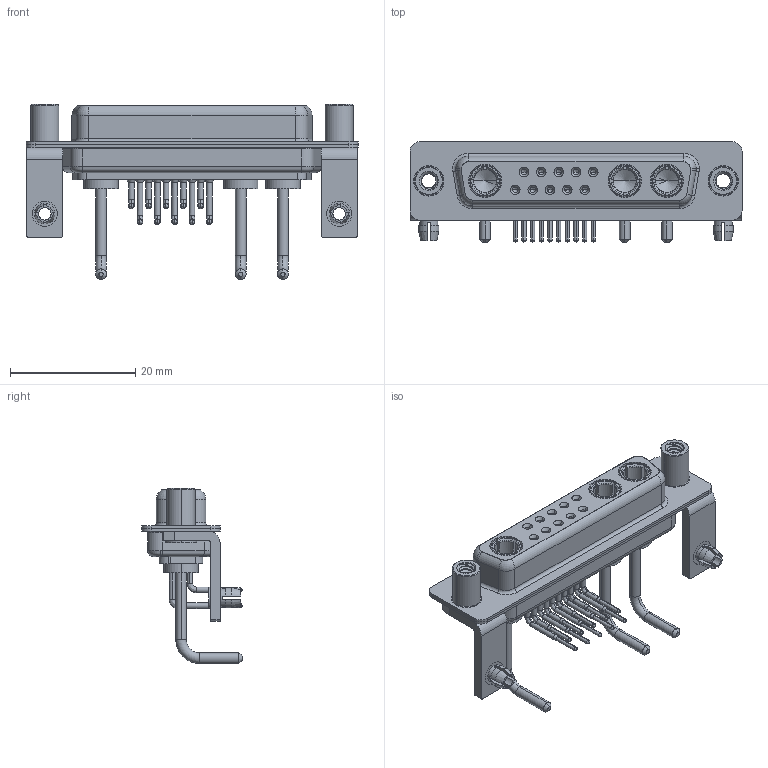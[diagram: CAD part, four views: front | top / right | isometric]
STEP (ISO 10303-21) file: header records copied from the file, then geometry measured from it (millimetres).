
FILE_DESCRIPTION (( 'STEP AP203' ), '1' );
FILE_NAME ('630-13W3650-1N5.STEP', '2022-06-01T18:36:47', ( '' ), ( '' ), 'SwSTEP 2.0', 'SolidWorks 2020', '' );
FILE_SCHEMA (( 'CONFIG_CONTROL_DESIGN' ));
Length unit declared in the file: millimetre
Products named in the file (10): Power Socket_Ext 10A RA; 630Combo Contact Row 1; 630Combo Stabilizer Bracket; 630-13W3650-1N5; 630Combo Board Lock; 630Combo Shell Front_25 Contacts; 630Combo Threaded Standoff_5; 630Combo Contact Row 2; 630Combo Shell Rear_25 Contacts; 630Combo Housing_13W3
Assembly tree (22 placements, depth 2):
  630-13W3650-1N5
    630Combo Housing_13W3
    630Combo Shell Front_25 Contacts
    630Combo Shell Rear_25 Contacts
    630Combo Stabilizer Bracket  x2
    630Combo Board Lock  x2
    630Combo Threaded Standoff_5  x2
    Power Socket_Ext 10A RA  x3
    630Combo Contact Row 1  x5
    630Combo Contact Row 2  x5
Bounding box: 53.05 x 16 x 27.98 mm (x, y, z)
Volume: 4333.1 mm3; surface area: 10105.9 mm2
Topology: 25 solids, 25 shells, 1223 faces, 3137 edges, 1994 vertices
Faces by surface type: cylinder 534, plane 374, cone 191, torus 75, bspline 49
Entity records: 22509 total; most frequent: CARTESIAN_POINT 5713, DIRECTION 3436, ORIENTED_EDGE 3116, EDGE_CURVE 1558, AXIS2_PLACEMENT_3D 1400, VERTEX_POINT 997, CIRCLE 753, EDGE_LOOP 733
